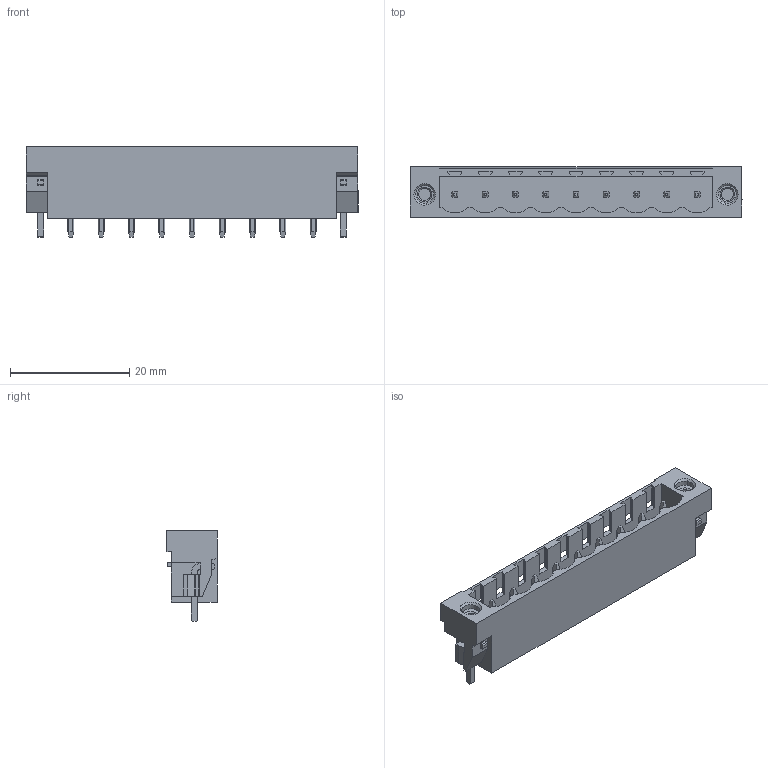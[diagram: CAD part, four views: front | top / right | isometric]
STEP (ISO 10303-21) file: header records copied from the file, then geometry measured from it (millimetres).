
FILE_DESCRIPTION(('CATIA V5 STEP Exchange','CAx-IF Rec.Pracs.--- Model Styling and Organization---1.2---2011-12-15'),'2;1');
FILE_NAME ('D1449235_0', '2018-10-25T08:11:18+00:00', ('none'), ('Weidmueller'), 'CATIA Version 5-6 Release 2014', 'CATIA V5 STEP AP214', 'none');
FILE_SCHEMA(('AUTOMOTIVE_DESIGN { 1 0 10303 214 1 1 1 1 }'));
Length unit declared in the file: millimetre
Products named in the file (1): 1149450000
Bounding box: 55.72 x 8.43 x 15.2 mm (x, y, z)
Volume: 2663.2 mm3; surface area: 4449 mm2
Topology: 14 solids, 14 shells, 491 faces, 1437 edges, 956 vertices
Faces by surface type: plane 374, cylinder 105, cone 12
Entity records: 15122 total; most frequent: CARTESIAN_POINT 3192, ORIENTED_EDGE 2874, DIRECTION 1809, EDGE_CURVE 1437, VECTOR 1071, LINE 1071, VERTEX_POINT 956, EDGE_LOOP 521
